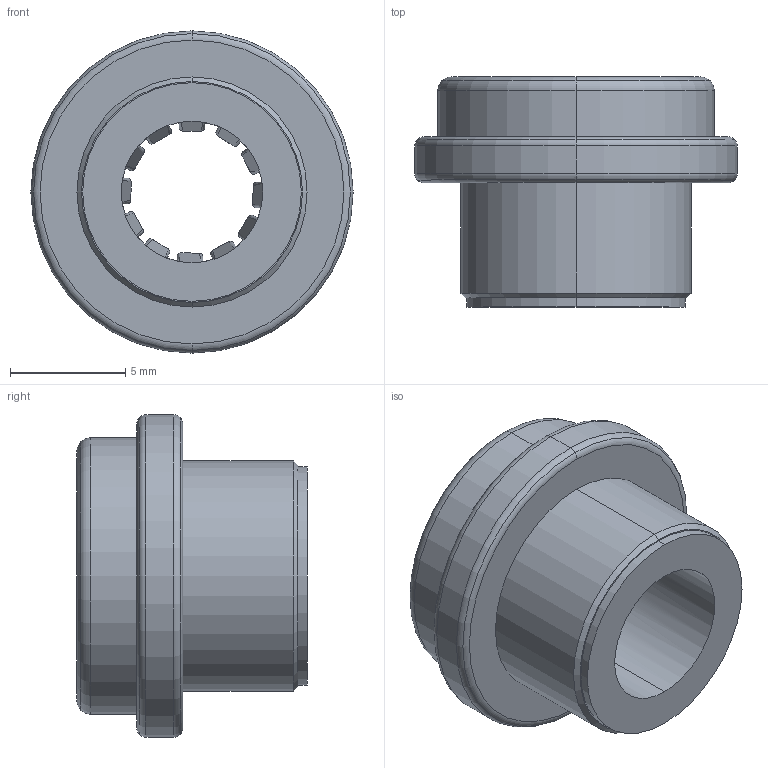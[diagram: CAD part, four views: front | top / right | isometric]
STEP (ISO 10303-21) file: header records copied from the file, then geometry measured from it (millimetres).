
FILE_DESCRIPTION((''),'2;1');
FILE_NAME('2043180006','2020-03-16T',('gga'),(''),'PRO/ENGINEER BY PARAMETRIC TECHNOLOGY CORPORATION, 2016010','PRO/ENGINEER BY PARAMETRIC TECHNOLOGY CORPORATION, 2016010','');
FILE_SCHEMA(('CONFIG_CONTROL_DESIGN'));
Length unit declared in the file: millimetre
Products named in the file (1): 2043180006
Bounding box: 14 x 10 x 14 mm (x, y, z)
Volume: 727.1 mm3; surface area: 814.2 mm2
Topology: 1 solids, 14 shells, 333 faces, 821 edges, 522 vertices
Faces by surface type: cylinder 118, plane 105, bspline 72, torus 20, cone 18
Entity records: 13396 total; most frequent: CARTESIAN_POINT 6277, ORIENTED_EDGE 1642, DIRECTION 1191, EDGE_CURVE 821, VERTEX_POINT 522, AXIS2_PLACEMENT_3D 465, B_SPLINE_CURVE_WITH_KNOTS 357, EDGE_LOOP 353
